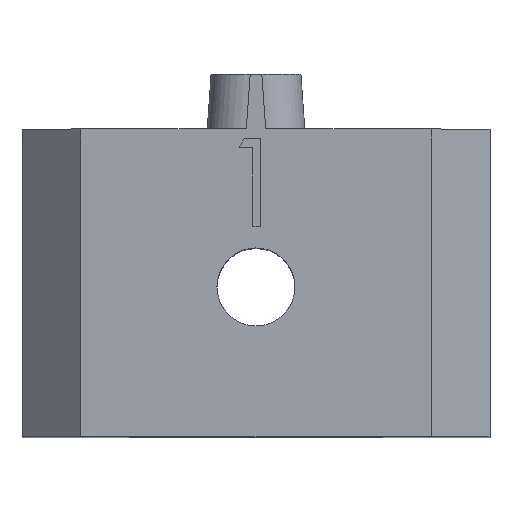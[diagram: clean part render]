
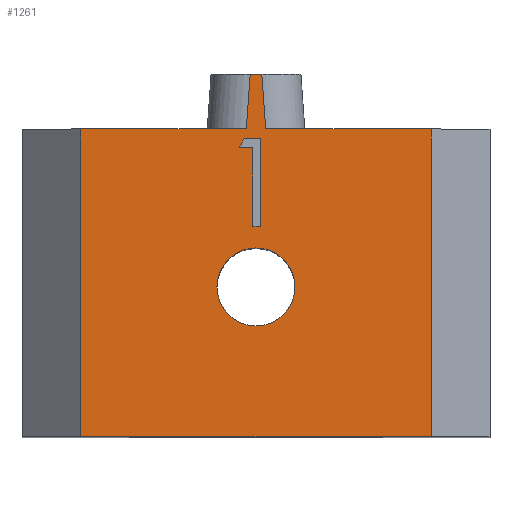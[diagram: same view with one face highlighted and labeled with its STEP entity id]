
A CAD part, top view. The second image highlights one B-rep face of the part: STEP entity #1261.
In plain terms, the highlighted planar face has unit normal (0, 0, 1).
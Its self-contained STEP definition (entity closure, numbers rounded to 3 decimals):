
#8 = ORIENTED_EDGE ( 'NONE', *, *, #813, .T. ) ;
#24 = LINE ( 'NONE', #1251, #1603 ) ;
#61 = CARTESIAN_POINT ( 'NONE',  ( 0.231, -16., 80. ) ) ;
#73 = ORIENTED_EDGE ( 'NONE', *, *, #487, .T. ) ;
#84 = EDGE_LOOP ( 'NONE', ( #1752, #1153, #250, #1403, #988, #872, #1757, #635 ) ) ;
#88 = EDGE_CURVE ( 'NONE', #421, #1244, #474, .T. ) ;
#113 = EDGE_CURVE ( 'NONE', #798, #421, #24, .T. ) ;
#128 = EDGE_CURVE ( 'NONE', #736, #1890, #318, .T. ) ;
#140 = CARTESIAN_POINT ( 'NONE',  ( 2.178, -35.061, 80. ) ) ;
#170 = VECTOR ( 'NONE', #392, 1000. ) ;
#171 = ORIENTED_EDGE ( 'NONE', *, *, #113, .T. ) ;
#179 = CARTESIAN_POINT ( 'NONE',  ( -11.25, -11., 80. ) ) ;
#187 = EDGE_CURVE ( 'NONE', #1287, #389, #828, .T. ) ;
#213 = LINE ( 'NONE', #61, #1206 ) ;
#245 = FACE_BOUND ( 'NONE', #877, .T. ) ;
#250 = ORIENTED_EDGE ( 'NONE', *, *, #258, .T. ) ;
#255 = CARTESIAN_POINT ( 'NONE',  ( 2., -19.1, 80. ) ) ;
#258 = EDGE_CURVE ( 'NONE', #1237, #937, #1612, .T. ) ;
#261 = LINE ( 'NONE', #1617, #605 ) ;
#273 = CARTESIAN_POINT ( 'NONE',  ( 9., -11., 80. ) ) ;
#276 = VECTOR ( 'NONE', #1818, 1000. ) ;
#298 = CARTESIAN_POINT ( 'NONE',  ( -11.25, -8.2, 80. ) ) ;
#305 = EDGE_CURVE ( 'NONE', #836, #1098, #213, .T. ) ;
#318 = LINE ( 'NONE', #179, #1509 ) ;
#330 = DIRECTION ( 'NONE',  ( 1., 0., 0. ) ) ;
#338 = DIRECTION ( 'NONE',  ( -1., 0., 0. ) ) ;
#367 = CARTESIAN_POINT ( 'NONE',  ( -0.173, -11.962, 80. ) ) ;
#378 = CARTESIAN_POINT ( 'NONE',  ( 0., -19.1, 80. ) ) ;
#389 = VERTEX_POINT ( 'NONE', #255 ) ;
#392 = DIRECTION ( 'NONE',  ( 0., 1., 0. ) ) ;
#413 = LINE ( 'NONE', #140, #1234 ) ;
#421 = VERTEX_POINT ( 'NONE', #440 ) ;
#440 = CARTESIAN_POINT ( 'NONE',  ( -0.865, -11.962, 80. ) ) ;
#452 = EDGE_CURVE ( 'NONE', #1347, #1237, #585, .T. ) ;
#466 = DIRECTION ( 'NONE',  ( 0., 0., -1. ) ) ;
#474 = LINE ( 'NONE', #1388, #1957 ) ;
#477 = EDGE_CURVE ( 'NONE', #793, #836, #783, .T. ) ;
#482 = CARTESIAN_POINT ( 'NONE',  ( -0.601, -11.5, 80. ) ) ;
#487 = EDGE_CURVE ( 'NONE', #1244, #793, #1387, .T. ) ;
#512 = DIRECTION ( 'NONE',  ( 0., 0., -1. ) ) ;
#585 = LINE ( 'NONE', #1192, #276 ) ;
#594 = CARTESIAN_POINT ( 'NONE',  ( -11.25, -36., 80. ) ) ;
#605 = VECTOR ( 'NONE', #1198, 1000. ) ;
#623 = DIRECTION ( 'NONE',  ( 1., 0., 0. ) ) ;
#635 = ORIENTED_EDGE ( 'NONE', *, *, #1156, .T. ) ;
#645 = ORIENTED_EDGE ( 'NONE', *, *, #1610, .T. ) ;
#650 = DIRECTION ( 'NONE',  ( -1., 0., 0. ) ) ;
#681 = VECTOR ( 'NONE', #844, 1000. ) ;
#686 = VECTOR ( 'NONE', #764, 1000. ) ;
#714 = DIRECTION ( 'NONE',  ( -0.07, 0.998, 0. ) ) ;
#736 = VERTEX_POINT ( 'NONE', #1476 ) ;
#745 = VECTOR ( 'NONE', #1314, 1000. ) ;
#762 = CARTESIAN_POINT ( 'NONE',  ( -9., -26.775, 80. ) ) ;
#764 = DIRECTION ( 'NONE',  ( 0., -1., 0. ) ) ;
#778 = LINE ( 'NONE', #298, #908 ) ;
#783 = LINE ( 'NONE', #1250, #686 ) ;
#793 = VERTEX_POINT ( 'NONE', #1297 ) ;
#798 = VERTEX_POINT ( 'NONE', #367 ) ;
#813 = EDGE_CURVE ( 'NONE', #389, #1287, #1081, .T. ) ;
#822 = AXIS2_PLACEMENT_3D ( 'NONE', #378, #512, #1768 ) ;
#828 = CIRCLE ( 'NONE', #1767, 2. ) ;
#836 = VERTEX_POINT ( 'NONE', #999 ) ;
#844 = DIRECTION ( 'NONE',  ( -1., 0., 0. ) ) ;
#849 = CARTESIAN_POINT ( 'NONE',  ( -0.173, -16., 80. ) ) ;
#864 = FACE_BOUND ( 'NONE', #1262, .T. ) ;
#872 = ORIENTED_EDGE ( 'NONE', *, *, #1566, .T. ) ;
#877 = EDGE_LOOP ( 'NONE', ( #905, #73, #1966, #1027, #645, #171 ) ) ;
#887 = CARTESIAN_POINT ( 'NONE',  ( -12., -26.775, 80. ) ) ;
#905 = ORIENTED_EDGE ( 'NONE', *, *, #88, .T. ) ;
#908 = VECTOR ( 'NONE', #330, 1000. ) ;
#937 = VERTEX_POINT ( 'NONE', #1333 ) ;
#988 = ORIENTED_EDGE ( 'NONE', *, *, #1133, .F. ) ;
#999 = CARTESIAN_POINT ( 'NONE',  ( 0.231, -16., 80. ) ) ;
#1027 = ORIENTED_EDGE ( 'NONE', *, *, #305, .T. ) ;
#1067 = EDGE_CURVE ( 'NONE', #937, #1696, #261, .T. ) ;
#1077 = DIRECTION ( 'NONE',  ( -1., 0., 0. ) ) ;
#1081 = CIRCLE ( 'NONE', #822, 2. ) ;
#1083 = CARTESIAN_POINT ( 'NONE',  ( -0.299, -8.2, 80. ) ) ;
#1086 = DIRECTION ( 'NONE',  ( 0.497, 0.868, 0. ) ) ;
#1098 = VERTEX_POINT ( 'NONE', #849 ) ;
#1133 = EDGE_CURVE ( 'NONE', #1744, #1696, #1351, .T. ) ;
#1153 = ORIENTED_EDGE ( 'NONE', *, *, #452, .T. ) ;
#1156 = EDGE_CURVE ( 'NONE', #1890, #1541, #413, .T. ) ;
#1192 = CARTESIAN_POINT ( 'NONE',  ( -0.505, -11.14, 80. ) ) ;
#1198 = DIRECTION ( 'NONE',  ( 0., -1., 0. ) ) ;
#1206 = VECTOR ( 'NONE', #650, 1000. ) ;
#1208 = AXIS2_PLACEMENT_3D ( 'NONE', #594, #1214, #1827 ) ;
#1214 = DIRECTION ( 'NONE',  ( 0., 0., -1. ) ) ;
#1234 = VECTOR ( 'NONE', #714, 1000. ) ;
#1237 = VERTEX_POINT ( 'NONE', #1477 ) ;
#1244 = VERTEX_POINT ( 'NONE', #1649 ) ;
#1250 = CARTESIAN_POINT ( 'NONE',  ( 0.231, -11.5, 80. ) ) ;
#1251 = CARTESIAN_POINT ( 'NONE',  ( -0.173, -11.962, 80. ) ) ;
#1261 = ADVANCED_FACE ( 'NONE', ( #245, #864, #1510 ), #1969, .F. ) ;
#1262 = EDGE_LOOP ( 'NONE', ( #1742, #8 ) ) ;
#1287 = VERTEX_POINT ( 'NONE', #1378 ) ;
#1297 = CARTESIAN_POINT ( 'NONE',  ( 0.231, -11.5, 80. ) ) ;
#1314 = DIRECTION ( 'NONE',  ( 0., 1., 0. ) ) ;
#1317 = DIRECTION ( 'NONE',  ( -1., 0., 0. ) ) ;
#1333 = CARTESIAN_POINT ( 'NONE',  ( -9., -11., 80. ) ) ;
#1347 = VERTEX_POINT ( 'NONE', #1083 ) ;
#1351 = LINE ( 'NONE', #887, #1919 ) ;
#1378 = CARTESIAN_POINT ( 'NONE',  ( -2., -19.1, 80. ) ) ;
#1387 = LINE ( 'NONE', #482, #1456 ) ;
#1388 = CARTESIAN_POINT ( 'NONE',  ( -0.865, -11.962, 80. ) ) ;
#1403 = ORIENTED_EDGE ( 'NONE', *, *, #1067, .T. ) ;
#1456 = VECTOR ( 'NONE', #623, 1000. ) ;
#1476 = CARTESIAN_POINT ( 'NONE',  ( 9., -11., 80. ) ) ;
#1477 = CARTESIAN_POINT ( 'NONE',  ( -0.495, -11., 80. ) ) ;
#1509 = VECTOR ( 'NONE', #1677, 1000. ) ;
#1510 = FACE_OUTER_BOUND ( 'NONE', #84, .T. ) ;
#1541 = VERTEX_POINT ( 'NONE', #1577 ) ;
#1566 = EDGE_CURVE ( 'NONE', #1744, #736, #1792, .T. ) ;
#1577 = CARTESIAN_POINT ( 'NONE',  ( 0.299, -8.2, 80. ) ) ;
#1603 = VECTOR ( 'NONE', #338, 1000. ) ;
#1610 = EDGE_CURVE ( 'NONE', #1098, #798, #1773, .T. ) ;
#1612 = LINE ( 'NONE', #1879, #681 ) ;
#1617 = CARTESIAN_POINT ( 'NONE',  ( -9., -36., 80. ) ) ;
#1649 = CARTESIAN_POINT ( 'NONE',  ( -0.601, -11.5, 80. ) ) ;
#1677 = DIRECTION ( 'NONE',  ( -1., 0., 0. ) ) ;
#1696 = VERTEX_POINT ( 'NONE', #762 ) ;
#1704 = EDGE_CURVE ( 'NONE', #1347, #1541, #778, .T. ) ;
#1734 = CARTESIAN_POINT ( 'NONE',  ( 0.495, -11., 80. ) ) ;
#1742 = ORIENTED_EDGE ( 'NONE', *, *, #187, .T. ) ;
#1744 = VERTEX_POINT ( 'NONE', #1841 ) ;
#1752 = ORIENTED_EDGE ( 'NONE', *, *, #1704, .F. ) ;
#1757 = ORIENTED_EDGE ( 'NONE', *, *, #128, .T. ) ;
#1767 = AXIS2_PLACEMENT_3D ( 'NONE', #1845, #466, #1077 ) ;
#1768 = DIRECTION ( 'NONE',  ( -1., 0., 0. ) ) ;
#1773 = LINE ( 'NONE', #1927, #745 ) ;
#1792 = LINE ( 'NONE', #273, #170 ) ;
#1818 = DIRECTION ( 'NONE',  ( -0.07, -0.998, 0. ) ) ;
#1827 = DIRECTION ( 'NONE',  ( -1., 0., 0. ) ) ;
#1841 = CARTESIAN_POINT ( 'NONE',  ( 9., -26.775, 80. ) ) ;
#1845 = CARTESIAN_POINT ( 'NONE',  ( 0., -19.1, 80. ) ) ;
#1879 = CARTESIAN_POINT ( 'NONE',  ( -11.25, -11., 80. ) ) ;
#1890 = VERTEX_POINT ( 'NONE', #1734 ) ;
#1919 = VECTOR ( 'NONE', #1317, 1000. ) ;
#1927 = CARTESIAN_POINT ( 'NONE',  ( -0.173, -16., 80. ) ) ;
#1957 = VECTOR ( 'NONE', #1086, 1000. ) ;
#1966 = ORIENTED_EDGE ( 'NONE', *, *, #477, .T. ) ;
#1969 = PLANE ( 'NONE',  #1208 ) ;
